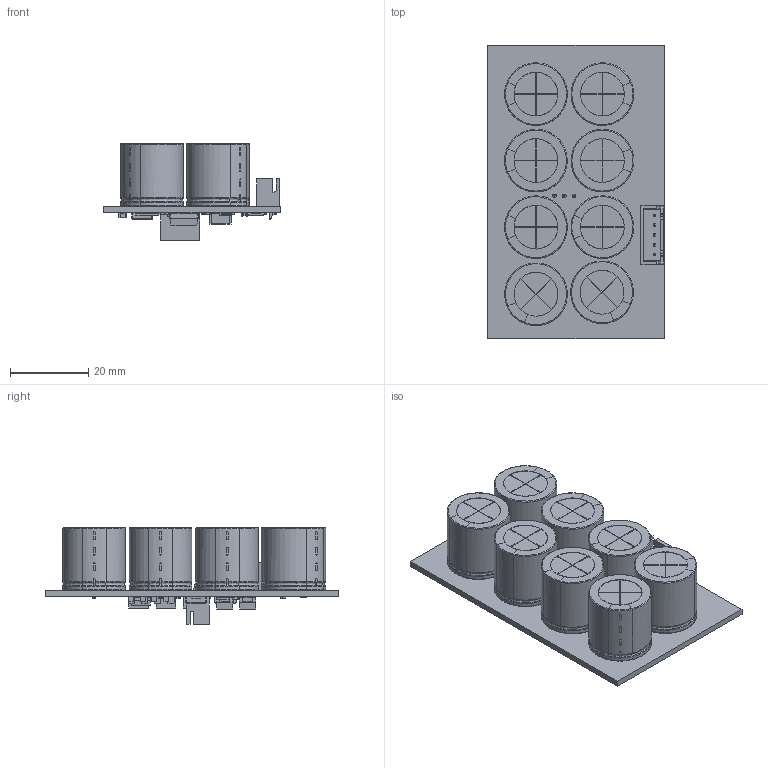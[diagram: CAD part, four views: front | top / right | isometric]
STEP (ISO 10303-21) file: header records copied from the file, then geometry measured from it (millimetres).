
FILE_DESCRIPTION(('KiCad electronic assembly'),'2;1');
FILE_NAME('LTC7801.step','2023-07-20T08:04:57',('Pcbnew'),('Kicad'), 'Open CASCADE STEP processor 7.6','KiCad to STEP converter','Unknown' );
FILE_SCHEMA(('AUTOMOTIVE_DESIGN { 1 0 10303 214 1 1 1 1 }'));
Length unit declared in the file: millimetre
Products named in the file (34): LTC7801 1; CP_Radial_D16.0mm_P7.50mm; SOLID; JST_XH_B5B-XH-A_1x05_P2.50mm_Vertical; R_0805_2012Metric; CP_EIA-7343-31_Kemet-D; C_1206_3216Metric; C_0201_0603Metric; R_0603_1608Metric; L_Sunlord_MWSA0518S; COMPOUND; D_SMB; C_2220_5650Metric; C_0805_2012Metric; JST_XH_B3B-XH-A_1x03_P2.50mm_Vertical; R_2512_6332Metric; QFN-24-1EP_4x5mm_P0.5mm_EP2.65x3.65mm; C_0603_1608Metric; R_1206_3216Metric; _autosave-LTC7801 PCB
Assembly tree (63 placements, depth 3):
  LTC7801 1
    CP_Radial_D16.0mm_P7.50mm  x8
      SOLID
    JST_XH_B5B-XH-A_1x05_P2.50mm_Vertical
      SOLID
    R_0805_2012Metric  x7
      SOLID
    CP_EIA-7343-31_Kemet-D  x2
      SOLID
    C_1206_3216Metric  x4
      SOLID
    C_0201_0603Metric  x2
      SOLID
    R_0603_1608Metric  x7
      SOLID
    L_Sunlord_MWSA0518S
      COMPOUND
    D_SMB
      SOLID
    C_2220_5650Metric  x3
      SOLID
    C_0805_2012Metric  x4
      SOLID
    JST_XH_B3B-XH-A_1x03_P2.50mm_Vertical
      SOLID
    R_2512_6332Metric
      SOLID
    QFN-24-1EP_4x5mm_P0.5mm_EP2.65x3.65mm
      SOLID
    C_0603_1608Metric  x2
      SOLID
    R_1206_3216Metric
      SOLID
    _autosave-LTC7801 PCB
Bounding box: 45 x 75 x 24.68 mm (x, y, z)
Volume: 31750.5 mm3; surface area: 21110.5 mm2
Topology: 49 solids, 57 shells, 1925 faces, 5054 edges, 3332 vertices
Faces by surface type: plane 1242, cylinder 523, bspline 92, revolution 48, torus 16, sphere 4
Full cylindrical faces by diameter (mm): 0.5 x1, 0.9 x16, 0.95 x8, 1.2 x16
Entity records: 70257 total; most frequent: CARTESIAN_POINT 16060, DIRECTION 8933, LINE 6175, VECTOR 6175, ORIENTED_EDGE 4740, PCURVE 4740, DEFINITIONAL_REPRESENTATION 4740, EDGE_CURVE 2370
